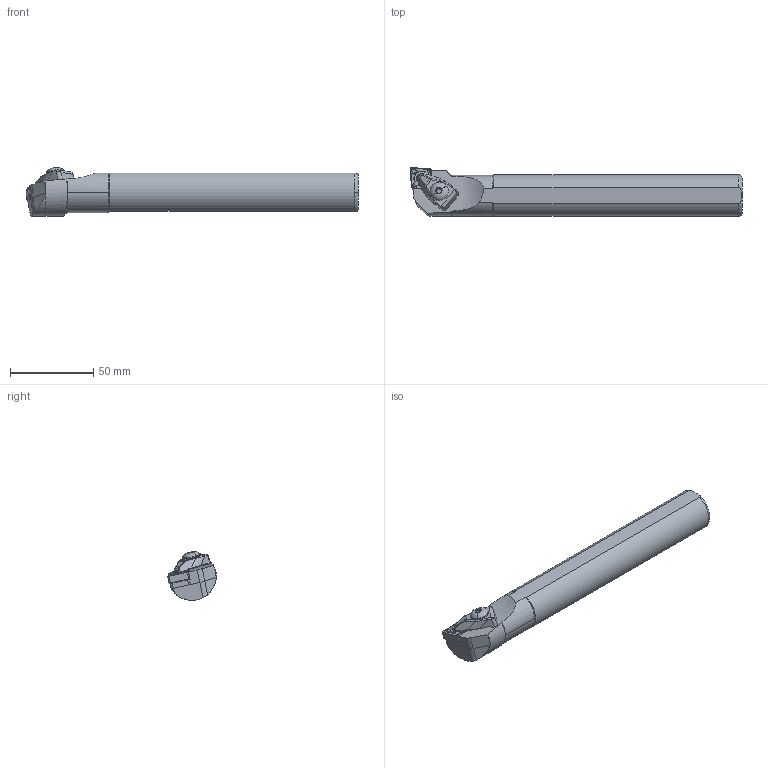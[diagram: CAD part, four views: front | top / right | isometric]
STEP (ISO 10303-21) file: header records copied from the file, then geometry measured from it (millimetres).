
FILE_DESCRIPTION (( 'STEP AP214' ), '1' );
FILE_NAME ('A25R-TCLNL-12-LIGHT.STP', '2023-11-30T10:54:08', ( '' ), ( '' ), 'SwSTEP 2.0', 'SolidWorks 2018', '' );
FILE_SCHEMA (( 'AUTOMOTIVE_DESIGN' ));
Length unit declared in the file: millimetre
Products named in the file (1): A25R-TCLNL-12-LIGHT
Bounding box: 199.92 x 29.44 x 29.36 mm (x, y, z)
Volume: 93070.4 mm3; surface area: 17708.8 mm2
Topology: 2 solids, 2 shells, 235 faces, 582 edges, 363 vertices
Faces by surface type: plane 92, cylinder 65, cone 46, bspline 20, torus 8, sphere 4
Entity records: 10419 total; most frequent: CARTESIAN_POINT 2376, ORIENTED_EDGE 1160, DIRECTION 1111, EDGE_CURVE 580, AXIS2_PLACEMENT_3D 413, VERTEX_POINT 363, LINE 285, VECTOR 285
